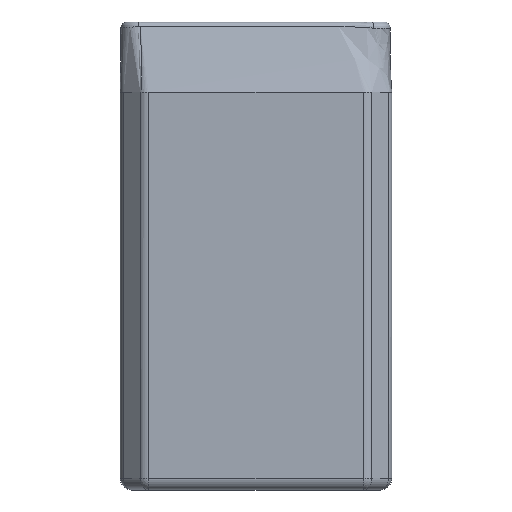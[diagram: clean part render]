
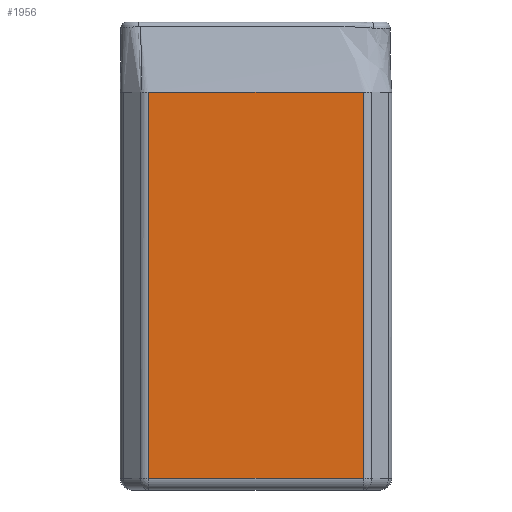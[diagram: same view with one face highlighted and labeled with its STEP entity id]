
A CAD part, front view. The second image highlights one B-rep face of the part: STEP entity #1956.
In plain terms, the highlighted planar face has unit normal (0, -1, 0).
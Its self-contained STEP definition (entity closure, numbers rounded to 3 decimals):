
#12 = ORIENTED_EDGE ( 'NONE', *, *, #301, .T. ) ;
#41 = CARTESIAN_POINT ( 'NONE',  ( -11.563, -2.775, 34. ) ) ;
#102 = CARTESIAN_POINT ( 'NONE',  ( 9.223, -2.775, 34. ) ) ;
#139 = DIRECTION ( 'NONE',  ( 0., 0., 1. ) ) ;
#140 = CARTESIAN_POINT ( 'NONE',  ( -9.148, -2.775, 0. ) ) ;
#277 = DIRECTION ( 'NONE',  ( 0., 0., -1. ) ) ;
#301 = EDGE_CURVE ( 'NONE', #1147, #537, #404, .T. ) ;
#347 = VERTEX_POINT ( 'NONE', #1804 ) ;
#404 = LINE ( 'NONE', #442, #1622 ) ;
#419 = ORIENTED_EDGE ( 'NONE', *, *, #1873, .T. ) ;
#442 = CARTESIAN_POINT ( 'NONE',  ( 9.223, -2.775, 34. ) ) ;
#537 = VERTEX_POINT ( 'NONE', #102 ) ;
#600 = CARTESIAN_POINT ( 'NONE',  ( -11.563, -2.775, 34. ) ) ;
#737 = LINE ( 'NONE', #140, #1501 ) ;
#789 = DIRECTION ( 'NONE',  ( 0., 0., 1. ) ) ;
#791 = ORIENTED_EDGE ( 'NONE', *, *, #1815, .T. ) ;
#823 = ORIENTED_EDGE ( 'NONE', *, *, #1689, .F. ) ;
#912 = EDGE_LOOP ( 'NONE', ( #791, #419, #12, #823 ) ) ;
#963 = DIRECTION ( 'NONE',  ( 1., 0., 0. ) ) ;
#1091 = LINE ( 'NONE', #1806, #1906 ) ;
#1147 = VERTEX_POINT ( 'NONE', #1524 ) ;
#1180 = CARTESIAN_POINT ( 'NONE',  ( -9.148, -2.775, 1. ) ) ;
#1259 = PLANE ( 'NONE',  #1396 ) ;
#1396 = AXIS2_PLACEMENT_3D ( 'NONE', #41, #1857, #789 ) ;
#1501 = VECTOR ( 'NONE', #277, 1000. ) ;
#1524 = CARTESIAN_POINT ( 'NONE',  ( 9.223, -2.775, 1. ) ) ;
#1597 = VECTOR ( 'NONE', #1824, 1000. ) ;
#1622 = VECTOR ( 'NONE', #139, 1000. ) ;
#1652 = LINE ( 'NONE', #600, #1597 ) ;
#1689 = EDGE_CURVE ( 'NONE', #347, #537, #1652, .T. ) ;
#1804 = CARTESIAN_POINT ( 'NONE',  ( -9.148, -2.775, 34. ) ) ;
#1806 = CARTESIAN_POINT ( 'NONE',  ( -11.563, -2.775, 1. ) ) ;
#1815 = EDGE_CURVE ( 'NONE', #347, #1847, #737, .T. ) ;
#1819 = FACE_OUTER_BOUND ( 'NONE', #912, .T. ) ;
#1824 = DIRECTION ( 'NONE',  ( 1., 0., 0. ) ) ;
#1847 = VERTEX_POINT ( 'NONE', #1180 ) ;
#1857 = DIRECTION ( 'NONE',  ( 0., 1., 0. ) ) ;
#1873 = EDGE_CURVE ( 'NONE', #1847, #1147, #1091, .T. ) ;
#1906 = VECTOR ( 'NONE', #963, 1000. ) ;
#1956 = ADVANCED_FACE ( 'NONE', ( #1819 ), #1259, .F. ) ;
